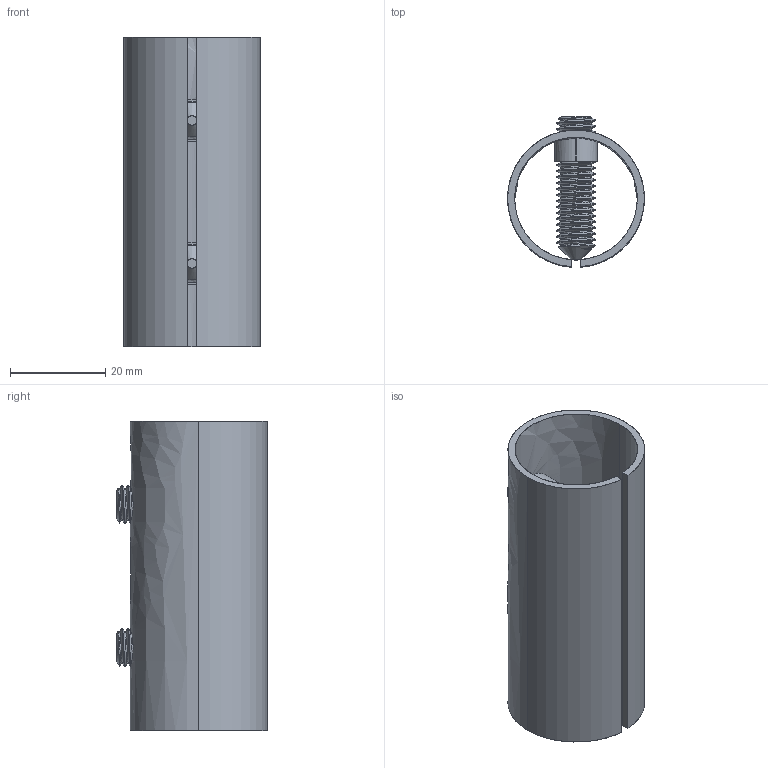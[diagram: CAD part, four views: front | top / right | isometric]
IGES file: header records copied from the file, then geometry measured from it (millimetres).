
Start section: SolidWorks IGES file using analytic representation for surfaces
Global section: file name: 50098-240-25.igs; native system: SolidWorks 2018; preprocessor: SolidWorks 2018; author: Christian; date: 211125.144854; units: millimetre
Bounding box: 28.7 x 31.5 x 65 mm (x, y, z)
Surface area: 14173.8 mm2 (no closed solid volume)
Topology: 0 solids, 0 shells, 180 faces, 3444 edges, 3444 vertices
Faces by surface type: revolution 132, bspline 48
